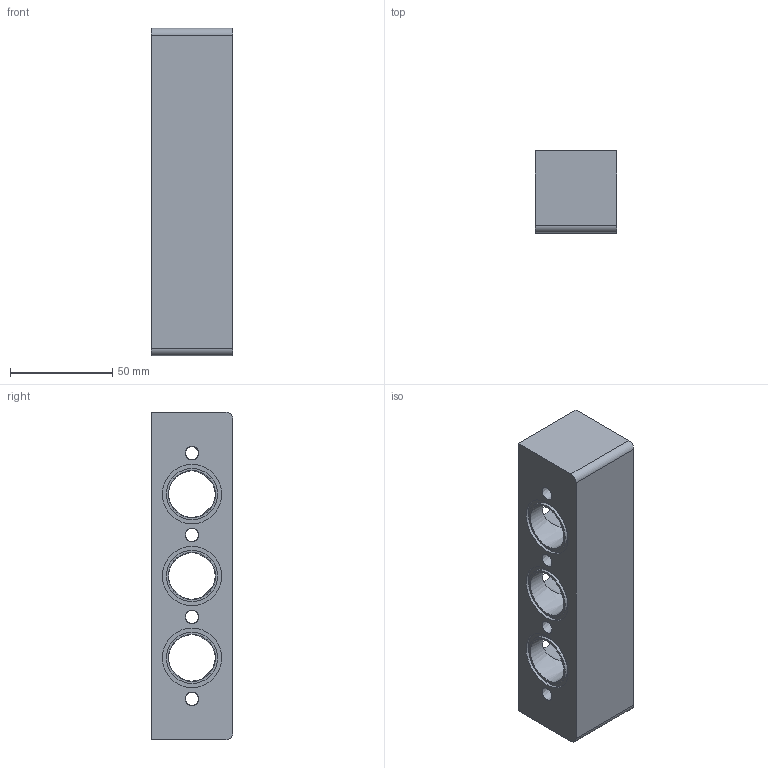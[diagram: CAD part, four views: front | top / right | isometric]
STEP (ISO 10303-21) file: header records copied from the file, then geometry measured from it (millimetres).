
FILE_DESCRIPTION((''),'2;1');
FILE_NAME('SD0164N.stp','2009-08-10T15:19:35',('teddy iii'),(''),'Autodesk Inventor 11','Autodesk Inventor 11','');
FILE_SCHEMA(('AUTOMOTIVE_DESIGN { 1 0 10303 214 1 1 1 1 }'));
Length unit declared in the file: millimetre
Products named in the file (1): SD0164N
Bounding box: 40 x 40 x 160 mm (x, y, z)
Volume: 182885.9 mm3; surface area: 41320.4 mm2
Topology: 1 solids, 1 shells, 73 faces, 162 edges, 102 vertices
Faces by surface type: bspline 29, plane 24, cylinder 20
Full cylindrical faces by diameter (mm): 25 x9, 29 x9
Entity records: 2429 total; most frequent: CARTESIAN_POINT 973, DIRECTION 290, ORIENTED_EDGE 232, EDGE_LOOP 154, AXIS2_PLACEMENT_3D 138, EDGE_CURVE 116, VERTEX_POINT 98, FACE_BOUND 81
